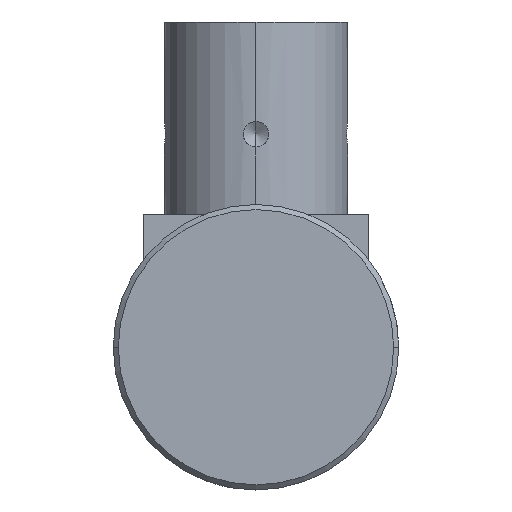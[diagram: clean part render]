
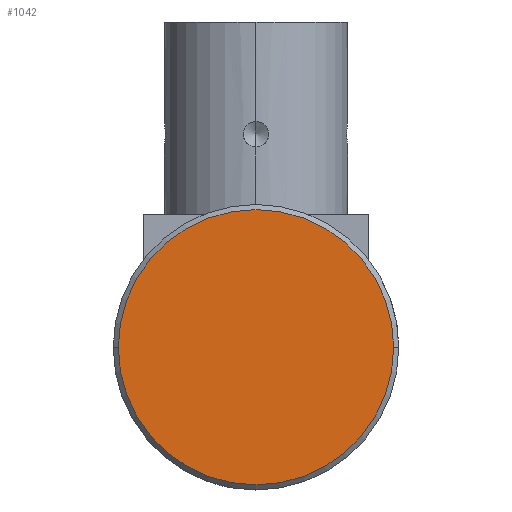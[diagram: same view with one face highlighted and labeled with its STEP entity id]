
A CAD part, left-side view. The second image highlights one B-rep face of the part: STEP entity #1042.
In plain terms, the highlighted planar face has unit normal (-1, 0, 0).
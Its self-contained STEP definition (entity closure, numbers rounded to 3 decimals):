
#186 = ORIENTED_EDGE ( 'NONE', *, *, #2030, .T. ) ;
#406 = EDGE_CURVE ( 'NONE', #582, #1577, #1328, .T. ) ;
#488 = PLANE ( 'NONE',  #2274 ) ;
#542 = EDGE_LOOP ( 'NONE', ( #1464, #186 ) ) ;
#573 = CARTESIAN_POINT ( 'NONE',  ( -211.4, 0., 0. ) ) ;
#582 = VERTEX_POINT ( 'NONE', #2142 ) ;
#755 = AXIS2_PLACEMENT_3D ( 'NONE', #2150, #1399, #2344 ) ;
#774 = CIRCLE ( 'NONE', #755, 13.5 ) ;
#1042 = ADVANCED_FACE ( 'NONE', ( #1412 ), #488, .T. ) ;
#1049 = AXIS2_PLACEMENT_3D ( 'NONE', #573, #1887, #1332 ) ;
#1328 = CIRCLE ( 'NONE', #1049, 13.5 ) ;
#1332 = DIRECTION ( 'NONE',  ( 0., 1., 0. ) ) ;
#1399 = DIRECTION ( 'NONE',  ( -1., 0., 0. ) ) ;
#1412 = FACE_OUTER_BOUND ( 'NONE', #542, .T. ) ;
#1464 = ORIENTED_EDGE ( 'NONE', *, *, #406, .T. ) ;
#1577 = VERTEX_POINT ( 'NONE', #1817 ) ;
#1796 = DIRECTION ( 'NONE',  ( 0., 0., 1. ) ) ;
#1817 = CARTESIAN_POINT ( 'NONE',  ( -211.4, -13.5, 0. ) ) ;
#1887 = DIRECTION ( 'NONE',  ( -1., 0., 0. ) ) ;
#2030 = EDGE_CURVE ( 'NONE', #1577, #582, #774, .T. ) ;
#2142 = CARTESIAN_POINT ( 'NONE',  ( -211.4, 13.5, 0. ) ) ;
#2150 = CARTESIAN_POINT ( 'NONE',  ( -211.4, 0., 0. ) ) ;
#2162 = CARTESIAN_POINT ( 'NONE',  ( -211.4, -13.662, -13.662 ) ) ;
#2274 = AXIS2_PLACEMENT_3D ( 'NONE', #2162, #2364, #1796 ) ;
#2344 = DIRECTION ( 'NONE',  ( 0., 1., 0. ) ) ;
#2364 = DIRECTION ( 'NONE',  ( -1., 0., 0. ) ) ;
